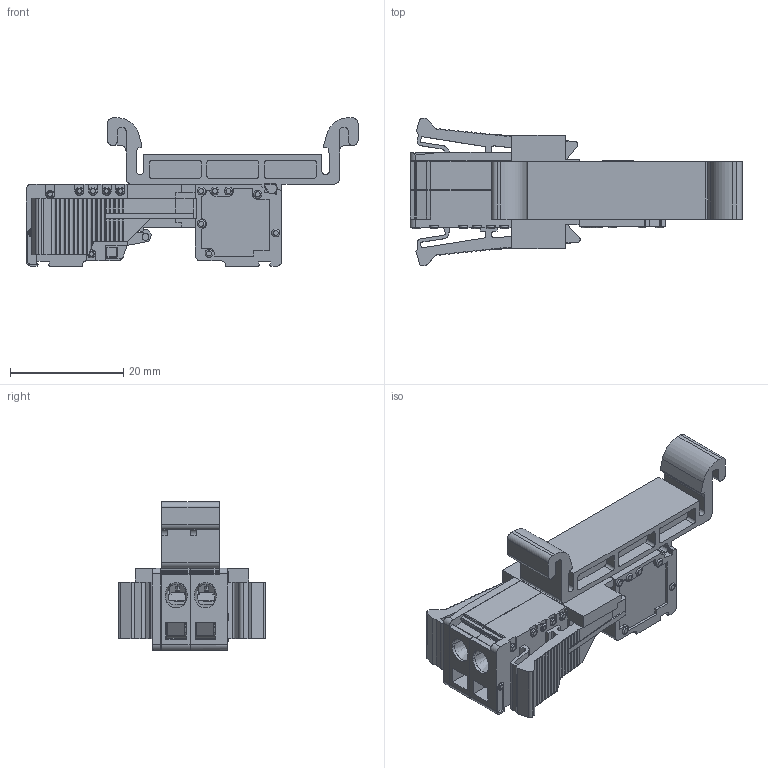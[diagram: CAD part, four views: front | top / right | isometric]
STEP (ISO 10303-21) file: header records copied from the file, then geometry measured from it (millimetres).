
FILE_DESCRIPTION(/* description */ ('Unknown'),/* implementation_level */ '2;1');
FILE_NAME(/* name */ 'DPSC5_08WF_2W_3D_SOLID_MODEL',/* time_stamp */ '2025-08-07T15:21:33+06:00',/* author */ ('Unknown'),/* organization */ ('Unknown'),/* preprocessor_version */ 'ST-DEVELOPER v16.7',/* originating_system */ 'Solid Edge',/* authorisation */ 'Unknown');
FILE_SCHEMA (('AUTOMOTIVE_DESIGN {1 0 10303 214 3 1 1}'));
Products named in the file (1): DPSC5_08WF_2W_3D_SOLID_MODEL
Bounding box: 58.51 x 26.05 x 26.16 mm (x, y, z)
Volume: 7271.1 mm3; surface area: 13277.8 mm2
Topology: 1 solids, 35 shells, 3169 faces, 8880 edges, 5842 vertices
Faces by surface type: plane 2015, cylinder 754, bspline 256, torus 92, cone 46, sphere 6
Full cylindrical faces by diameter (mm): 0.6 x11, 0.8 x16, 1.2 x6, 1.3 x56, 1.5 x6, 1.8 x2, 2.9 x2, 3.7 x2
Entity records: 128878 total; most frequent: CARTESIAN_POINT 26832, ORIENTED_EDGE 17118, DIRECTION 15419, EDGE_CURVE 8559, LINE 6089, VECTOR 6089, VERTEX_POINT 5752, AXIS2_PLACEMENT_3D 4665
